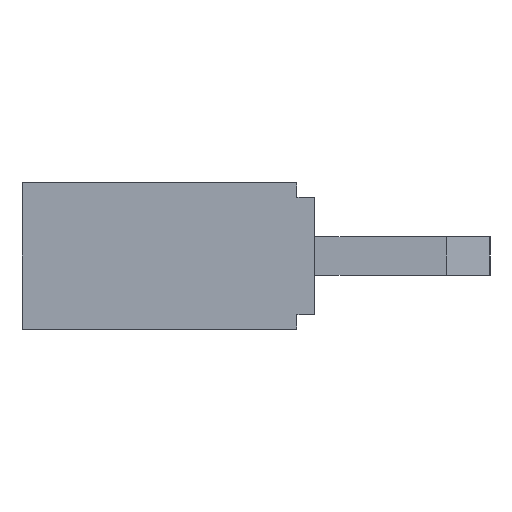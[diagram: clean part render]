
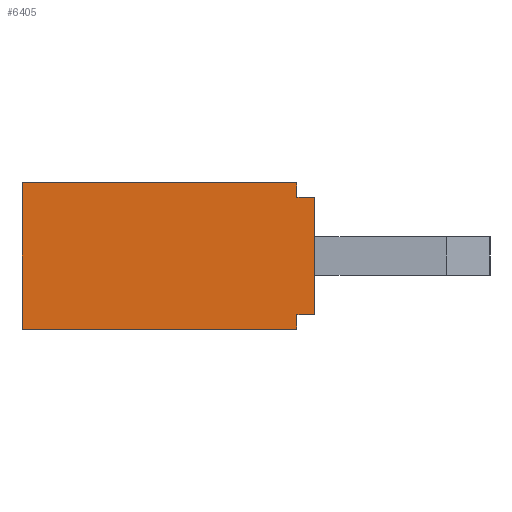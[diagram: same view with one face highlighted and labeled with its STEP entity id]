
A CAD part, left-side view. The second image highlights one B-rep face of the part: STEP entity #6405.
In plain terms, the highlighted planar face has unit normal (-1, 0, 0).
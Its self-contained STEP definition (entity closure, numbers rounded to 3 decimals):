
#243=FACE_OUTER_BOUND('',#631,.T.);
#631=EDGE_LOOP('',(#4471,#4472,#4473,#4474,#4475,#4476,#4477,#4478));
#1033=LINE('',#8804,#1917);
#1037=LINE('',#8809,#1921);
#1234=LINE('',#9224,#2118);
#1235=LINE('',#9226,#2119);
#1236=LINE('',#9227,#2120);
#1237=LINE('',#9229,#2121);
#1238=LINE('',#9231,#2122);
#1239=LINE('',#9232,#2123);
#1917=VECTOR('',#7166,2.5);
#1921=VECTOR('',#7170,2.5);
#2118=VECTOR('',#7409,0.3);
#2119=VECTOR('',#7410,2.);
#2120=VECTOR('',#7411,0.3);
#2121=VECTOR('',#7412,4.7);
#2122=VECTOR('',#7413,2.5);
#2123=VECTOR('',#7414,4.7);
#2795=VERTEX_POINT('',#8796);
#2798=VERTEX_POINT('',#8801);
#2799=VERTEX_POINT('',#8803);
#2800=VERTEX_POINT('',#8807);
#2997=VERTEX_POINT('',#9223);
#2998=VERTEX_POINT('',#9225);
#2999=VERTEX_POINT('',#9228);
#3000=VERTEX_POINT('',#9230);
#3377=EDGE_CURVE('',#2799,#2798,#1033,.T.);
#3381=EDGE_CURVE('',#2795,#2800,#1037,.T.);
#3578=EDGE_CURVE('',#2798,#2997,#1234,.T.);
#3579=EDGE_CURVE('',#2997,#2998,#1235,.T.);
#3580=EDGE_CURVE('',#2998,#2795,#1236,.T.);
#3581=EDGE_CURVE('',#2999,#2800,#1237,.T.);
#3582=EDGE_CURVE('',#3000,#2999,#1238,.T.);
#3583=EDGE_CURVE('',#2799,#3000,#1239,.T.);
#4471=ORIENTED_EDGE('',*,*,#3377,.T.);
#4472=ORIENTED_EDGE('',*,*,#3578,.T.);
#4473=ORIENTED_EDGE('',*,*,#3579,.T.);
#4474=ORIENTED_EDGE('',*,*,#3580,.T.);
#4475=ORIENTED_EDGE('',*,*,#3381,.T.);
#4476=ORIENTED_EDGE('',*,*,#3581,.F.);
#4477=ORIENTED_EDGE('',*,*,#3582,.F.);
#4478=ORIENTED_EDGE('',*,*,#3583,.F.);
#6036=PLANE('',#6789);
#6405=ADVANCED_FACE('',(#243),#6036,.F.);
#6789=AXIS2_PLACEMENT_3D('',#9222,#7407,#7408);
#7166=DIRECTION('',(0.,0.,1.));
#7170=DIRECTION('',(0.,0.,1.));
#7407=DIRECTION('center_axis',(1.,0.,0.));
#7408=DIRECTION('ref_axis',(0.,0.,-1.));
#7409=DIRECTION('',(0.,-1.,0.));
#7410=DIRECTION('',(0.,0.,1.));
#7411=DIRECTION('',(0.,1.,0.));
#7412=DIRECTION('',(0.,-1.,0.));
#7413=DIRECTION('',(0.,0.,1.));
#7414=DIRECTION('',(0.,1.,0.));
#8796=CARTESIAN_POINT('',(-25.65,0.3,1.));
#8801=CARTESIAN_POINT('',(-25.65,0.3,-1.));
#8803=CARTESIAN_POINT('',(-25.65,0.3,-1.25));
#8804=CARTESIAN_POINT('',(-25.65,0.3,-1.25));
#8807=CARTESIAN_POINT('',(-25.65,0.3,1.25));
#8809=CARTESIAN_POINT('',(-25.65,0.3,-1.25));
#9222=CARTESIAN_POINT('Origin',(-25.65,0.,0.));
#9223=CARTESIAN_POINT('',(-25.65,0.,-1.));
#9224=CARTESIAN_POINT('',(-25.65,0.,-1.));
#9225=CARTESIAN_POINT('',(-25.65,0.,1.));
#9226=CARTESIAN_POINT('',(-25.65,0.,1.));
#9227=CARTESIAN_POINT('',(-25.65,0.3,1.));
#9228=CARTESIAN_POINT('',(-25.65,5.,1.25));
#9229=CARTESIAN_POINT('',(-25.65,5.,1.25));
#9230=CARTESIAN_POINT('',(-25.65,5.,-1.25));
#9231=CARTESIAN_POINT('',(-25.65,5.,-1.25));
#9232=CARTESIAN_POINT('',(-25.65,0.3,-1.25));
